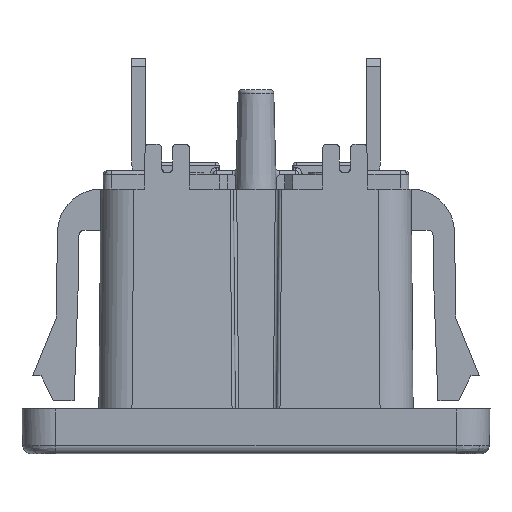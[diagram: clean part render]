
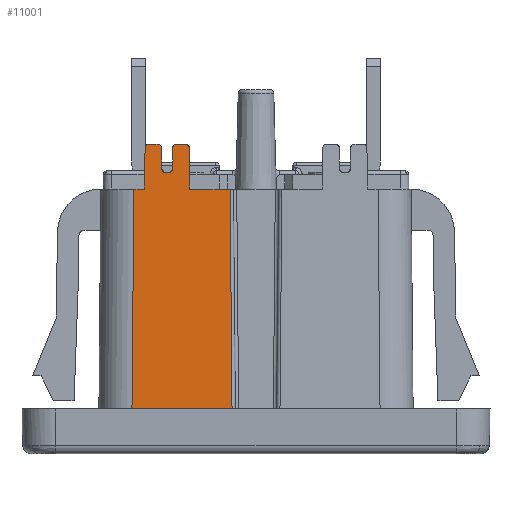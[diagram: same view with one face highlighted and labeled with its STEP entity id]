
A CAD part, front view. The second image highlights one B-rep face of the part: STEP entity #11001.
In plain terms, the highlighted planar face has unit normal (0, -1, 0.009).
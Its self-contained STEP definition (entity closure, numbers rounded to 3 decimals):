
#803 = EDGE_CURVE('',#804,#806,#808,.T.);
#804 = VERTEX_POINT('',#805);
#805 = CARTESIAN_POINT('',(-5.251,-5.875,14.3));
#806 = VERTEX_POINT('',#807);
#807 = CARTESIAN_POINT('',(-5.499,-5.875,14.3));
#808 = LINE('',#809,#810);
#809 = CARTESIAN_POINT('',(-5.695,-5.875,14.3));
#810 = VECTOR('',#811,1.);
#811 = DIRECTION('',(-1.,0.,-0.));
#918 = VERTEX_POINT('',#919);
#919 = CARTESIAN_POINT('',(-5.699,-5.873,
    14.497));
#933 = EDGE_CURVE('',#806,#918,#934,.T.);
#934 = ( BOUNDED_CURVE() B_SPLINE_CURVE(3,(#935,#936,#937,#938),
.UNSPECIFIED.,.F.,.F.) B_SPLINE_CURVE_WITH_KNOTS((4,4),(3.142,
4.695),.PIECEWISE_BEZIER_KNOTS.) CURVE() 
GEOMETRIC_REPRESENTATION_ITEM() RATIONAL_B_SPLINE_CURVE((1.,
0.809,0.809,1.)) REPRESENTATION_ITEM('') );
#935 = CARTESIAN_POINT('',(-5.499,-5.875,14.3));
#936 = CARTESIAN_POINT('',(-5.614,-5.875,14.3));
#937 = CARTESIAN_POINT('',(-5.697,-5.874,
    14.381));
#938 = CARTESIAN_POINT('',(-5.699,-5.873,
    14.497));
#959 = VERTEX_POINT('',#960);
#960 = CARTESIAN_POINT('',(-5.051,-5.873,
    14.497));
#966 = EDGE_CURVE('',#959,#804,#967,.T.);
#967 = ( BOUNDED_CURVE() B_SPLINE_CURVE(3,(#968,#969,#970,#971),
.UNSPECIFIED.,.F.,.F.) B_SPLINE_CURVE_WITH_KNOTS((4,4),(1.588,
3.142),.PIECEWISE_BEZIER_KNOTS.) CURVE() 
GEOMETRIC_REPRESENTATION_ITEM() RATIONAL_B_SPLINE_CURVE((1.,
0.809,0.809,1.)) REPRESENTATION_ITEM('') );
#968 = CARTESIAN_POINT('',(-5.051,-5.873,
    14.497));
#969 = CARTESIAN_POINT('',(-5.053,-5.874,
    14.381));
#970 = CARTESIAN_POINT('',(-5.136,-5.875,14.3));
#971 = CARTESIAN_POINT('',(-5.251,-5.875,14.3));
#1131 = EDGE_CURVE('',#918,#1132,#1134,.T.);
#1132 = VERTEX_POINT('',#1133);
#1133 = CARTESIAN_POINT('',(-5.722,-5.862,
    15.803));
#1134 = LINE('',#1135,#1136);
#1135 = CARTESIAN_POINT('',(-5.699,-5.873,
    14.497));
#1136 = VECTOR('',#1137,1.);
#1137 = DIRECTION('',(-0.017,0.009,
    1.));
#1171 = EDGE_CURVE('',#1172,#959,#1174,.T.);
#1172 = VERTEX_POINT('',#1173);
#1173 = CARTESIAN_POINT('',(-5.028,-5.862,
    15.803));
#1174 = LINE('',#1175,#1176);
#1175 = CARTESIAN_POINT('',(-5.028,-5.862,
    15.803));
#1176 = VECTOR('',#1177,1.);
#1177 = DIRECTION('',(-0.017,-0.009,
    -1.));
#1561 = VERTEX_POINT('',#1562);
#1562 = CARTESIAN_POINT('',(-5.922,-5.86,16.));
#1568 = EDGE_CURVE('',#1561,#1132,#1569,.T.);
#1569 = ( BOUNDED_CURVE() B_SPLINE_CURVE(3,(#1570,#1571,#1572,#1573),
.UNSPECIFIED.,.F.,.F.) B_SPLINE_CURVE_WITH_KNOTS((4,4),(3.142,
4.695),.PIECEWISE_BEZIER_KNOTS.) CURVE() 
GEOMETRIC_REPRESENTATION_ITEM() RATIONAL_B_SPLINE_CURVE((1.,
0.809,0.809,1.)) REPRESENTATION_ITEM('') );
#1570 = CARTESIAN_POINT('',(-5.922,-5.86,16.));
#1571 = CARTESIAN_POINT('',(-5.806,-5.86,16.));
#1572 = CARTESIAN_POINT('',(-5.724,-5.861,
    15.919));
#1573 = CARTESIAN_POINT('',(-5.722,-5.862,
    15.803));
#1594 = EDGE_CURVE('',#1172,#1595,#1597,.T.);
#1595 = VERTEX_POINT('',#1596);
#1596 = CARTESIAN_POINT('',(-4.828,-5.86,16.));
#1597 = ( BOUNDED_CURVE() B_SPLINE_CURVE(3,(#1598,#1599,#1600,#1601),
.UNSPECIFIED.,.F.,.F.) B_SPLINE_CURVE_WITH_KNOTS((4,4),(1.588,
3.142),.PIECEWISE_BEZIER_KNOTS.) CURVE() 
GEOMETRIC_REPRESENTATION_ITEM() RATIONAL_B_SPLINE_CURVE((1.,
0.809,0.809,1.)) REPRESENTATION_ITEM('') );
#1598 = CARTESIAN_POINT('',(-5.028,-5.862,
    15.803));
#1599 = CARTESIAN_POINT('',(-5.026,-5.861,
    15.919));
#1600 = CARTESIAN_POINT('',(-4.944,-5.86,16.));
#1601 = CARTESIAN_POINT('',(-4.828,-5.86,16.));
#3793 = EDGE_CURVE('',#1561,#3794,#3796,.T.);
#3794 = VERTEX_POINT('',#3795);
#3795 = CARTESIAN_POINT('',(-6.506,-5.86,16.));
#3796 = LINE('',#3797,#3798);
#3797 = CARTESIAN_POINT('',(-6.75,-5.86,16.));
#3798 = VECTOR('',#3799,1.);
#3799 = DIRECTION('',(-1.,0.,-0.));
#3824 = EDGE_CURVE('',#3825,#1595,#3827,.T.);
#3825 = VERTEX_POINT('',#3826);
#3826 = CARTESIAN_POINT('',(-4.244,-5.86,16.));
#3827 = LINE('',#3828,#3829);
#3828 = CARTESIAN_POINT('',(-5.025,-5.86,16.));
#3829 = VECTOR('',#3830,1.);
#3830 = DIRECTION('',(-1.,0.,-0.));
#7299 = VERTEX_POINT('',#7300);
#7300 = CARTESIAN_POINT('',(-6.706,-5.862,
    15.803));
#7306 = EDGE_CURVE('',#7299,#3794,#7307,.T.);
#7307 = ( BOUNDED_CURVE() B_SPLINE_CURVE(3,(#7308,#7309,#7310,#7311),
.UNSPECIFIED.,.F.,.F.) B_SPLINE_CURVE_WITH_KNOTS((4,4),(4.73,
6.283),.PIECEWISE_BEZIER_KNOTS.) CURVE() 
GEOMETRIC_REPRESENTATION_ITEM() RATIONAL_B_SPLINE_CURVE((1.,
0.809,0.809,1.)) REPRESENTATION_ITEM('') );
#7308 = CARTESIAN_POINT('',(-6.706,-5.862,
    15.803));
#7309 = CARTESIAN_POINT('',(-6.704,-5.861,
    15.919));
#7310 = CARTESIAN_POINT('',(-6.622,-5.86,16.));
#7311 = CARTESIAN_POINT('',(-6.506,-5.86,16.));
#7372 = EDGE_CURVE('',#3825,#7373,#7375,.T.);
#7373 = VERTEX_POINT('',#7374);
#7374 = CARTESIAN_POINT('',(-4.044,-5.862,
    15.803));
#7375 = ( BOUNDED_CURVE() B_SPLINE_CURVE(3,(#7376,#7377,#7378,#7379),
.UNSPECIFIED.,.F.,.F.) B_SPLINE_CURVE_WITH_KNOTS((4,4),(0.,
1.553),.PIECEWISE_BEZIER_KNOTS.) CURVE() 
GEOMETRIC_REPRESENTATION_ITEM() RATIONAL_B_SPLINE_CURVE((1.,
0.809,0.809,1.)) REPRESENTATION_ITEM('') );
#7376 = CARTESIAN_POINT('',(-4.244,-5.86,16.));
#7377 = CARTESIAN_POINT('',(-4.128,-5.86,16.));
#7378 = CARTESIAN_POINT('',(-4.046,-5.861,
    15.919));
#7379 = CARTESIAN_POINT('',(-4.044,-5.862,
    15.803));
#10030 = EDGE_CURVE('',#7299,#10031,#10033,.T.);
#10031 = VERTEX_POINT('',#10032);
#10032 = CARTESIAN_POINT('',(-6.75,-5.884,13.3));
#10033 = LINE('',#10034,#10035);
#10034 = CARTESIAN_POINT('',(-6.706,-5.862,
    15.803));
#10035 = VECTOR('',#10036,1.);
#10036 = DIRECTION('',(-0.017,-0.009,
    -1.));
#10055 = VERTEX_POINT('',#10056);
#10056 = CARTESIAN_POINT('',(-1.566,-5.884,13.3));
#10063 = EDGE_CURVE('',#10064,#10055,#10066,.T.);
#10064 = VERTEX_POINT('',#10065);
#10065 = CARTESIAN_POINT('',(-1.45,-6.,0.));
#10066 = LINE('',#10067,#10068);
#10067 = CARTESIAN_POINT('',(-1.45,-6.,0.));
#10068 = VECTOR('',#10069,1.);
#10069 = DIRECTION('',(-0.009,0.009,
    1.));
#10089 = EDGE_CURVE('',#10090,#7373,#10092,.T.);
#10090 = VERTEX_POINT('',#10091);
#10091 = CARTESIAN_POINT('',(-4.,-5.884,13.3));
#10092 = LINE('',#10093,#10094);
#10093 = CARTESIAN_POINT('',(-4.,-5.884,13.3));
#10094 = VECTOR('',#10095,1.);
#10095 = DIRECTION('',(-0.017,0.009,
    1.));
#10802 = EDGE_CURVE('',#10031,#10803,#10805,.T.);
#10803 = VERTEX_POINT('',#10804);
#10804 = CARTESIAN_POINT('',(-7.384,-5.884,13.3));
#10805 = LINE('',#10806,#10807);
#10806 = CARTESIAN_POINT('',(0.,-5.884,13.3));
#10807 = VECTOR('',#10808,1.);
#10808 = DIRECTION('',(-1.,0.,-0.));
#10813 = EDGE_CURVE('',#10055,#10090,#10814,.T.);
#10814 = LINE('',#10815,#10816);
#10815 = CARTESIAN_POINT('',(0.,-5.884,13.3));
#10816 = VECTOR('',#10817,1.);
#10817 = DIRECTION('',(-1.,0.,-0.));
#11001 = ADVANCED_FACE('',(#11002),#11034,.T.);
#11002 = FACE_BOUND('',#11003,.T.);
#11003 = EDGE_LOOP('',(#11004,#11005,#11006,#11007,#11008,#11009,#11010,
    #11011,#11012,#11020,#11026,#11027,#11028,#11029,#11030,#11031,
    #11032,#11033));
#11004 = ORIENTED_EDGE('',*,*,#803,.T.);
#11005 = ORIENTED_EDGE('',*,*,#933,.T.);
#11006 = ORIENTED_EDGE('',*,*,#1131,.T.);
#11007 = ORIENTED_EDGE('',*,*,#1568,.F.);
#11008 = ORIENTED_EDGE('',*,*,#3793,.T.);
#11009 = ORIENTED_EDGE('',*,*,#7306,.F.);
#11010 = ORIENTED_EDGE('',*,*,#10030,.T.);
#11011 = ORIENTED_EDGE('',*,*,#10802,.T.);
#11012 = ORIENTED_EDGE('',*,*,#11013,.F.);
#11013 = EDGE_CURVE('',#11014,#10803,#11016,.T.);
#11014 = VERTEX_POINT('',#11015);
#11015 = CARTESIAN_POINT('',(-7.5,-6.,-0.));
#11016 = LINE('',#11017,#11018);
#11017 = CARTESIAN_POINT('',(-7.5,-5.999,
    0.065));
#11018 = VECTOR('',#11019,1.);
#11019 = DIRECTION('',(0.009,0.009,
    1.));
#11020 = ORIENTED_EDGE('',*,*,#11021,.F.);
#11021 = EDGE_CURVE('',#10064,#11014,#11022,.T.);
#11022 = LINE('',#11023,#11024);
#11023 = CARTESIAN_POINT('',(0.,-6.,0.));
#11024 = VECTOR('',#11025,1.);
#11025 = DIRECTION('',(-1.,-0.,0.));
#11026 = ORIENTED_EDGE('',*,*,#10063,.T.);
#11027 = ORIENTED_EDGE('',*,*,#10813,.T.);
#11028 = ORIENTED_EDGE('',*,*,#10089,.T.);
#11029 = ORIENTED_EDGE('',*,*,#7372,.F.);
#11030 = ORIENTED_EDGE('',*,*,#3824,.T.);
#11031 = ORIENTED_EDGE('',*,*,#1594,.F.);
#11032 = ORIENTED_EDGE('',*,*,#1171,.T.);
#11033 = ORIENTED_EDGE('',*,*,#966,.T.);
#11034 = PLANE('',#11035);
#11035 = AXIS2_PLACEMENT_3D('',#11036,#11037,#11038);
#11036 = CARTESIAN_POINT('',(0.,-6.,0.));
#11037 = DIRECTION('',(0.,-1.,0.009));
#11038 = DIRECTION('',(0.,-0.009,-1.));
